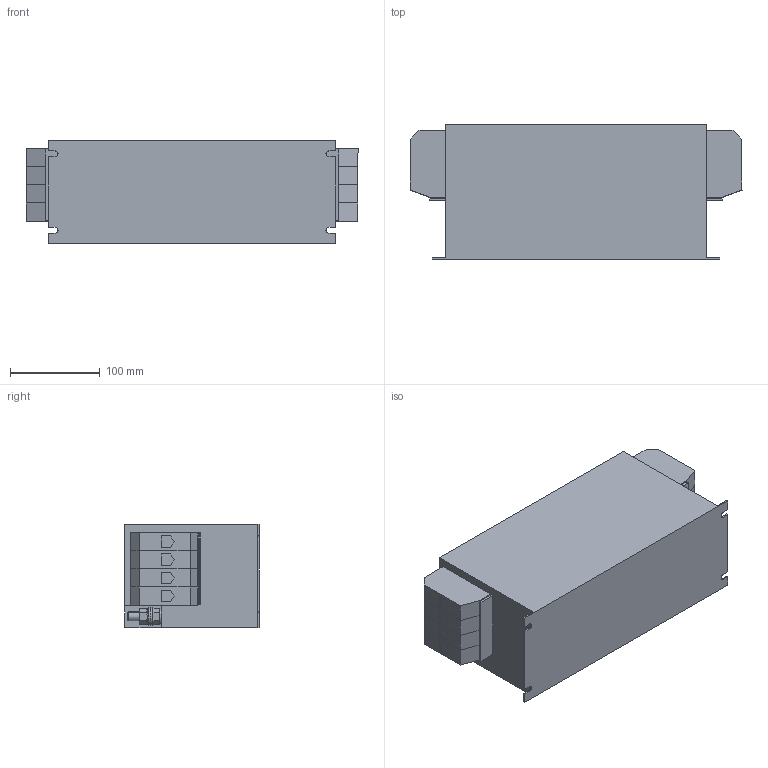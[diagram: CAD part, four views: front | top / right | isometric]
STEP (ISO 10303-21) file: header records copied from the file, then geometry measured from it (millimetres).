
FILE_DESCRIPTION (( 'STEP AP214' ), '1' );
FILE_NAME ('194716.STEP', '2020-05-28T22:38:05', ( '' ), ( '' ), 'SwSTEP 2.0', 'SolidWorks 2018', '' );
FILE_SCHEMA (( 'AUTOMOTIVE_DESIGN' ));
Length unit declared in the file: millimetre
Products named in the file (1): 194716
Bounding box: 369.8 x 150 x 115.1 mm (x, y, z)
Volume: 5436824.2 mm3; surface area: 228669.9 mm2
Topology: 1 solids, 1 shells, 300 faces, 740 edges, 466 vertices
Faces by surface type: plane 192, cone 52, cylinder 48, torus 8
Entity records: 9186 total; most frequent: CARTESIAN_POINT 2131, ORIENTED_EDGE 1480, DIRECTION 1390, EDGE_CURVE 740, VECTOR 468, LINE 468, VERTEX_POINT 466, AXIS2_PLACEMENT_3D 461
